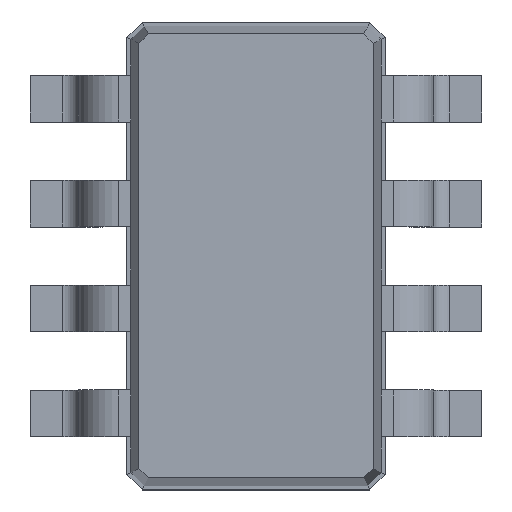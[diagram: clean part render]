
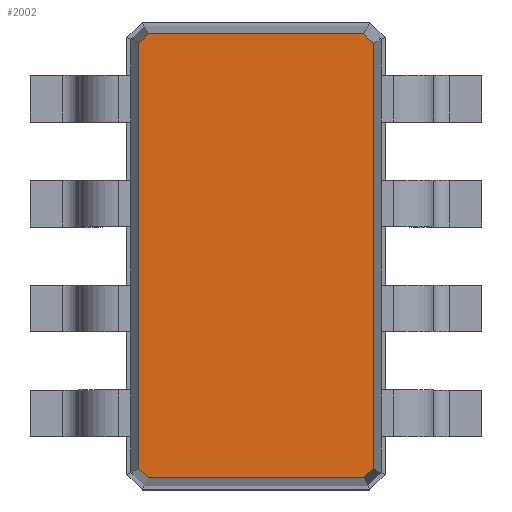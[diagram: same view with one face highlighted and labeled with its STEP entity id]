
A CAD part, top view. The second image highlights one B-rep face of the part: STEP entity #2002.
In plain terms, the highlighted planar face has unit normal (0, 0, 1).
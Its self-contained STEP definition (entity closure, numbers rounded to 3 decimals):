
#12=DIRECTION('',(0.,0.,1.));
#26=VECTOR('',#27,1.);
#27=DIRECTION('',(1.,0.,0.));
#50=VECTOR('',#51,1.);
#51=DIRECTION('',(0.707,-0.707,0.));
#57=VECTOR('',#58,1.);
#58=DIRECTION('',(0.,-1.,0.));
#64=VECTOR('',#65,1.);
#65=DIRECTION('',(-0.707,-0.707,0.));
#71=VECTOR('',#72,1.);
#72=DIRECTION('',(-1.,0.,0.));
#78=VECTOR('',#79,1.);
#79=DIRECTION('',(-0.707,0.707,0.));
#85=VECTOR('',#86,1.);
#86=DIRECTION('',(0.,1.,0.));
#90=VECTOR('',#91,1.);
#91=DIRECTION('',(0.707,0.707,0.));
#721=VERTEX_POINT('',#722);
#722=CARTESIAN_POINT('',(0.668,1.376,0.95));
#725=EDGE_CURVE('',#726,#721,#728,.T.);
#726=VERTEX_POINT('',#727);
#727=CARTESIAN_POINT('',(-0.668,1.376,0.95));
#728=LINE('',#727,#26);
#1994=VERTEX_POINT('',#1995);
#1995=CARTESIAN_POINT('',(0.726,1.318,0.95));
#1998=EDGE_CURVE('',#721,#1994,#1999,.T.);
#1999=LINE('',#722,#50);
#2002=ADVANCED_FACE('',(#2003),#2035,.T.);
#2003=FACE_BOUND('',#2004,.F.);
#2004=EDGE_LOOP('',(#2005,#2006,#2007,#2012,#2017,#2022,#2027,#2032));
#2005=ORIENTED_EDGE('',*,*,#725,.T.);
#2006=ORIENTED_EDGE('',*,*,#1998,.T.);
#2007=ORIENTED_EDGE('',*,*,#2008,.T.);
#2008=EDGE_CURVE('',#1994,#2009,#2011,.T.);
#2009=VERTEX_POINT('',#2010);
#2010=CARTESIAN_POINT('',(0.726,-1.318,0.95));
#2011=LINE('',#1995,#57);
#2012=ORIENTED_EDGE('',*,*,#2013,.T.);
#2013=EDGE_CURVE('',#2009,#2014,#2016,.T.);
#2014=VERTEX_POINT('',#2015);
#2015=CARTESIAN_POINT('',(0.668,-1.376,0.95));
#2016=LINE('',#2010,#64);
#2017=ORIENTED_EDGE('',*,*,#2018,.T.);
#2018=EDGE_CURVE('',#2014,#2019,#2021,.T.);
#2019=VERTEX_POINT('',#2020);
#2020=CARTESIAN_POINT('',(-0.668,-1.376,0.95));
#2021=LINE('',#2015,#71);
#2022=ORIENTED_EDGE('',*,*,#2023,.T.);
#2023=EDGE_CURVE('',#2019,#2024,#2026,.T.);
#2024=VERTEX_POINT('',#2025);
#2025=CARTESIAN_POINT('',(-0.726,-1.318,0.95));
#2026=LINE('',#2020,#78);
#2027=ORIENTED_EDGE('',*,*,#2028,.T.);
#2028=EDGE_CURVE('',#2024,#2029,#2031,.T.);
#2029=VERTEX_POINT('',#2030);
#2030=CARTESIAN_POINT('',(-0.726,1.318,0.95));
#2031=LINE('',#2025,#85);
#2032=ORIENTED_EDGE('',*,*,#2033,.T.);
#2033=EDGE_CURVE('',#2029,#726,#2034,.T.);
#2034=LINE('',#2030,#90);
#2035=PLANE('',#2036);
#2036=AXIS2_PLACEMENT_3D('',#727,#12,#2037);
#2037=DIRECTION('',(0.437,-0.9,0.));
